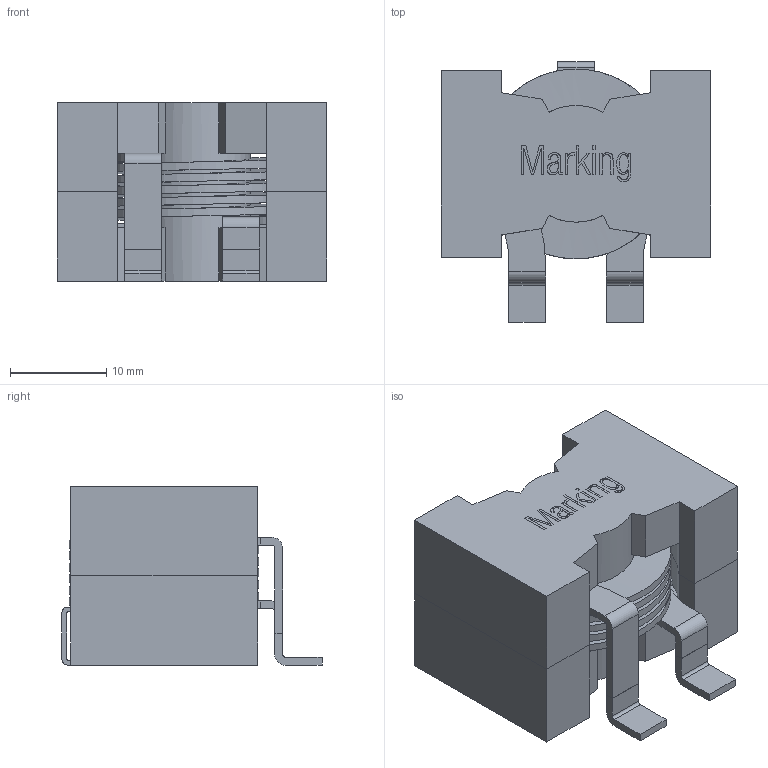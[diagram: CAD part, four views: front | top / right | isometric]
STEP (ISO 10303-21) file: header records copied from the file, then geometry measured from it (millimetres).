
FILE_DESCRIPTION( ( 'Unknown' ), '1' );
FILE_NAME( '744364xxxx.stp', 'Unknown', ( 'Unknown' ), ( 'Unknown' ), 'PSStep 19.0.9', 'Unknown', ' ' );
FILE_SCHEMA( ( 'AUTOMOTIVE_DESIGN { 1 0 10303 214 1 1 1 1 }' ) );
Length unit declared in the file: millimetre
Products named in the file (5): Assem1; core_base; core; Spule; Clip
Assembly tree (4 placements, depth 2):
  Assem1
    core_base
    core
    Spule
    Clip
Bounding box: 28 x 27 x 18.52 mm (x, y, z)
Volume: 8159.2 mm3; surface area: 7429.1 mm2
Topology: 4 solids, 4 shells, 205 faces, 539 edges, 354 vertices
Faces by surface type: plane 160, cylinder 31, extrusion 12, bspline 2
Full cylindrical faces by diameter (mm): 12.1 x2
Entity records: 8885 total; most frequent: CARTESIAN_POINT 2363, ORIENTED_EDGE 1068, DIRECTION 856, EDGE_CURVE 534, VERTEX_POINT 352, VECTOR 336, LINE 324, AXIS2_PLACEMENT_3D 260
